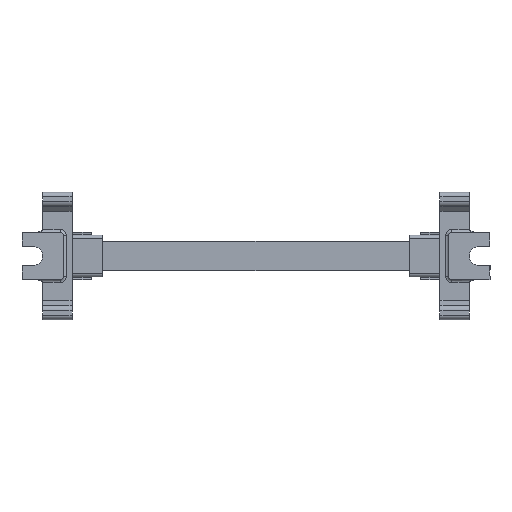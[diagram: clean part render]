
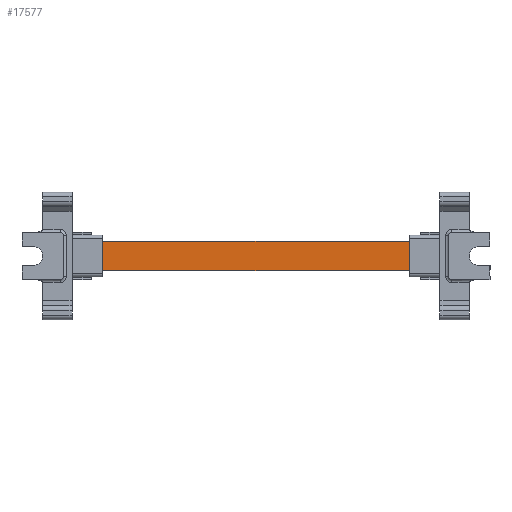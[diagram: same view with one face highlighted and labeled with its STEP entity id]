
A CAD part, front view. The second image highlights one B-rep face of the part: STEP entity #17577.
In plain terms, the highlighted planar face has unit normal (0, -1, 0).
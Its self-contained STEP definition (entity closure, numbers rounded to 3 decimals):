
#738 = LINE ( 'NONE', #763, #10992 ) ;
#744 = DIRECTION ( 'NONE',  ( 0., 0., -1. ) ) ;
#763 = CARTESIAN_POINT ( 'NONE',  ( 32.147, 47.419, 43.078 ) ) ;
#779 = DIRECTION ( 'NONE',  ( 0., 0., 1. ) ) ;
#806 = CARTESIAN_POINT ( 'NONE',  ( -87.053, 47.419, 43.078 ) ) ;
#807 = LINE ( 'NONE', #806, #10961 ) ;
#4073 = CARTESIAN_POINT ( 'NONE',  ( 32.147, 47.419, 33.078 ) ) ;
#4427 = EDGE_LOOP ( 'NONE', ( #13177, #13223, #13134, #13189 ) ) ;
#5003 = CARTESIAN_POINT ( 'NONE',  ( 32.147, 47.419, 43.078 ) ) ;
#5267 = CARTESIAN_POINT ( 'NONE',  ( -87.053, 47.419, 33.078 ) ) ;
#5300 = CARTESIAN_POINT ( 'NONE',  ( -87.053, 47.419, 43.078 ) ) ;
#6353 = VERTEX_POINT ( 'NONE', #5003 ) ;
#6622 = VERTEX_POINT ( 'NONE', #5267 ) ;
#6640 = VERTEX_POINT ( 'NONE', #5300 ) ;
#6673 = VERTEX_POINT ( 'NONE', #4073 ) ;
#10961 = VECTOR ( 'NONE', #779, 1000. ) ;
#10992 = VECTOR ( 'NONE', #744, 1000. ) ;
#11969 = AXIS2_PLACEMENT_3D ( 'NONE', #19708, #19717, #19719 ) ;
#12317 = DIRECTION ( 'NONE',  ( -1., 0., 0. ) ) ;
#12326 = LINE ( 'NONE', #12346, #18634 ) ;
#12346 = CARTESIAN_POINT ( 'NONE',  ( -56.953, 47.419, 33.078 ) ) ;
#12444 = CARTESIAN_POINT ( 'NONE',  ( -56.953, 47.419, 43.078 ) ) ;
#12448 = DIRECTION ( 'NONE',  ( -1., 0., 0. ) ) ;
#12449 = LINE ( 'NONE', #12444, #18669 ) ;
#13134 = ORIENTED_EDGE ( 'NONE', *, *, #14127, .F. ) ;
#13177 = ORIENTED_EDGE ( 'NONE', *, *, #14136, .F. ) ;
#13189 = ORIENTED_EDGE ( 'NONE', *, *, #14281, .T. ) ;
#13223 = ORIENTED_EDGE ( 'NONE', *, *, #14247, .F. ) ;
#14127 = EDGE_CURVE ( 'NONE', #6353, #6673, #738, .T. ) ;
#14136 = EDGE_CURVE ( 'NONE', #6622, #6640, #807, .T. ) ;
#14247 = EDGE_CURVE ( 'NONE', #6673, #6622, #12326, .T. ) ;
#14281 = EDGE_CURVE ( 'NONE', #6353, #6640, #12449, .T. ) ;
#17577 = ADVANCED_FACE ( 'NONE', ( #19720 ), #19700, .F. ) ;
#18634 = VECTOR ( 'NONE', #12317, 1000. ) ;
#18669 = VECTOR ( 'NONE', #12448, 1000. ) ;
#19700 = PLANE ( 'NONE',  #11969 ) ;
#19708 = CARTESIAN_POINT ( 'NONE',  ( -56.953, 47.419, 43.078 ) ) ;
#19717 = DIRECTION ( 'NONE',  ( 0., 1., 0. ) ) ;
#19719 = DIRECTION ( 'NONE',  ( 0., 0., 1. ) ) ;
#19720 = FACE_OUTER_BOUND ( 'NONE', #4427, .T. ) ;
